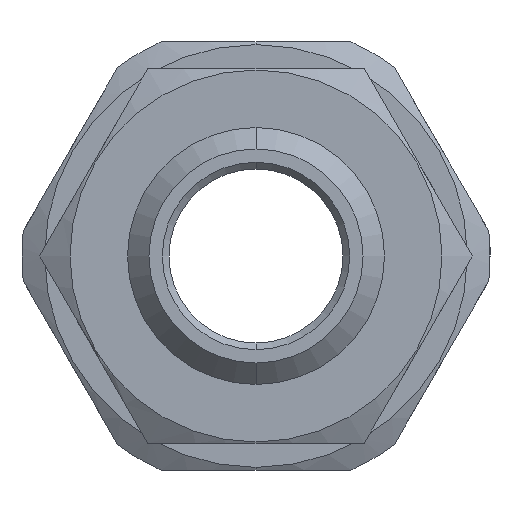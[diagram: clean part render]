
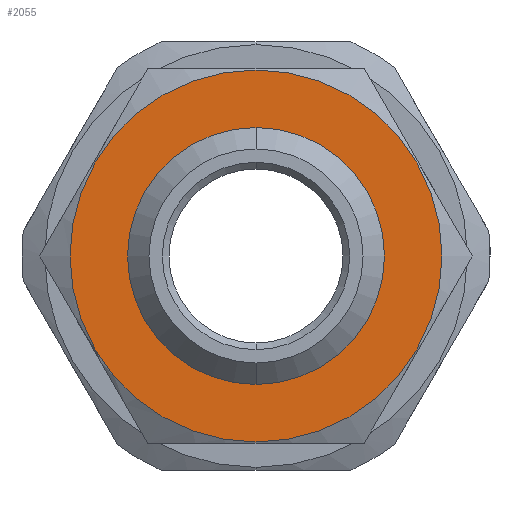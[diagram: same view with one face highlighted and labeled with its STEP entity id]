
A CAD part, front view. The second image highlights one B-rep face of the part: STEP entity #2055.
In plain terms, the highlighted planar face has unit normal (0, -1, 0).
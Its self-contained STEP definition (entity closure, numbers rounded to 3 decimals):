
#34 = PLANE ( 'NONE',  #1599 ) ;
#35 = CARTESIAN_POINT ( 'NONE',  ( 6.95, 6., 0. ) ) ;
#36 = DIRECTION ( 'NONE',  ( 0., -1., 0. ) ) ;
#37 = DIRECTION ( 'NONE',  ( 0., 0., -1. ) ) ;
#110 = VERTEX_POINT ( 'NONE', #1214 ) ;
#115 = VERTEX_POINT ( 'NONE', #1219 ) ;
#175 = VERTEX_POINT ( 'NONE', #1938 ) ;
#208 = VERTEX_POINT ( 'NONE', #1944 ) ;
#713 = EDGE_LOOP ( 'NONE', ( #1319, #1318 ) ) ;
#714 = EDGE_LOOP ( 'NONE', ( #1316, #1317 ) ) ;
#840 = CARTESIAN_POINT ( 'NONE',  ( 0., 6., 0. ) ) ;
#841 = DIRECTION ( 'NONE',  ( 0., -1., 0. ) ) ;
#842 = DIRECTION ( 'NONE',  ( 0., 0., -1. ) ) ;
#847 = CARTESIAN_POINT ( 'NONE',  ( 0., 6., 0. ) ) ;
#848 = DIRECTION ( 'NONE',  ( 0., -1., 0. ) ) ;
#849 = DIRECTION ( 'NONE',  ( 0., 0., -1. ) ) ;
#1059 = CARTESIAN_POINT ( 'NONE',  ( 0., 6., 0. ) ) ;
#1060 = DIRECTION ( 'NONE',  ( 0., -1., 0. ) ) ;
#1061 = DIRECTION ( 'NONE',  ( 0., 0., -1. ) ) ;
#1062 = CARTESIAN_POINT ( 'NONE',  ( 0., 6., 0. ) ) ;
#1063 = DIRECTION ( 'NONE',  ( 0., -1., 0. ) ) ;
#1064 = DIRECTION ( 'NONE',  ( 0., 0., -1. ) ) ;
#1214 = CARTESIAN_POINT ( 'NONE',  ( 0., 6., -4.8 ) ) ;
#1219 = CARTESIAN_POINT ( 'NONE',  ( 0., 6., -6.95 ) ) ;
#1235 = EDGE_CURVE ( 'NONE', #208, #110, #1849, .T. ) ;
#1236 = EDGE_CURVE ( 'NONE', #175, #115, #1858, .T. ) ;
#1316 = ORIENTED_EDGE ( 'NONE', *, *, #1989, .T. ) ;
#1317 = ORIENTED_EDGE ( 'NONE', *, *, #1236, .T. ) ;
#1318 = ORIENTED_EDGE ( 'NONE', *, *, #1235, .F. ) ;
#1319 = ORIENTED_EDGE ( 'NONE', *, *, #1986, .F. ) ;
#1485 = FACE_OUTER_BOUND ( 'NONE', #714, .T. ) ;
#1486 = FACE_BOUND ( 'NONE', #713, .T. ) ;
#1599 = AXIS2_PLACEMENT_3D ( 'NONE', #35, #36, #37 ) ;
#1779 = AXIS2_PLACEMENT_3D ( 'NONE', #840, #841, #842 ) ;
#1789 = CIRCLE ( 'NONE', #1779, 4.8 ) ;
#1833 = AXIS2_PLACEMENT_3D ( 'NONE', #847, #848, #849 ) ;
#1837 = CIRCLE ( 'NONE', #1833, 6.95 ) ;
#1842 = AXIS2_PLACEMENT_3D ( 'NONE', #1062, #1063, #1064 ) ;
#1845 = AXIS2_PLACEMENT_3D ( 'NONE', #1059, #1060, #1061 ) ;
#1849 = CIRCLE ( 'NONE', #1845, 4.8 ) ;
#1858 = CIRCLE ( 'NONE', #1842, 6.95 ) ;
#1938 = CARTESIAN_POINT ( 'NONE',  ( 0., 6., 6.95 ) ) ;
#1944 = CARTESIAN_POINT ( 'NONE',  ( 0., 6., 4.8 ) ) ;
#1986 = EDGE_CURVE ( 'NONE', #110, #208, #1789, .T. ) ;
#1989 = EDGE_CURVE ( 'NONE', #115, #175, #1837, .T. ) ;
#2055 = ADVANCED_FACE ( 'NONE', ( #1485, #1486 ), #34, .T. ) ;
